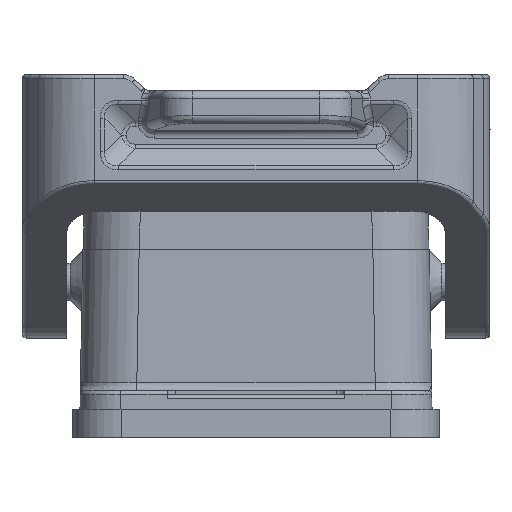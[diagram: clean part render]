
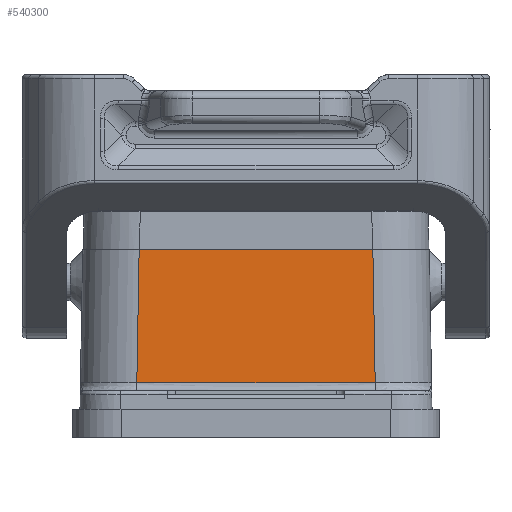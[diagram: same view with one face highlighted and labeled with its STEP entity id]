
A CAD part, left-side view. The second image highlights one B-rep face of the part: STEP entity #540300.
In plain terms, the highlighted face is planar.
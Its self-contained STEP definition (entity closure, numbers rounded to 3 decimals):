
#14370=CARTESIAN_POINT('',(30.157,9.568,
4.983));
#14380=VERTEX_POINT('',#14370);
#14410=CARTESIAN_POINT('',(0.,9.568,4.983));
#14420=DIRECTION('',(-1.,0.,0.));
#14430=VECTOR('',#14420,1.);
#14440=LINE('',#14410,#14430);
#14450=CARTESIAN_POINT('',(59.736,9.568,
4.983));
#14460=VERTEX_POINT('',#14450);
#14470=EDGE_CURVE('',#14460,#14380,#14440,.T.);
#539190=CARTESIAN_POINT('',(30.446,9.856,21.5));
#539200=VERTEX_POINT('',#539190);
#539510=CARTESIAN_POINT('',(59.448,9.856,21.5));
#539520=VERTEX_POINT('',#539510);
#539550=CARTESIAN_POINT('',(0.,9.856,21.5));
#539560=DIRECTION('',(1.,0.,0.));
#539570=VECTOR('',#539560,1.);
#539580=LINE('',#539550,#539570);
#539590=EDGE_CURVE('',#539200,#539520,#539580,.T.);
#540090=CARTESIAN_POINT('',(77.698,9.9,24.));
#540100=DIRECTION('',(0.,1.,-0.017));
#540110=DIRECTION('',(1.,0.,0.));
#540120=AXIS2_PLACEMENT_3D('',#540090,#540100,#540110);
#540130=PLANE('',#540120);
#540140=ORIENTED_EDGE('',*,*,#539590,.F.);
#540150=CARTESIAN_POINT('',(59.821,9.483,
0.122));
#540160=DIRECTION('',(0.017,-0.017,
-1.));
#540170=VECTOR('',#540160,1.);
#540180=LINE('',#540150,#540170);
#540190=EDGE_CURVE('',#539520,#14460,#540180,.T.);
#540200=ORIENTED_EDGE('',*,*,#540190,.F.);
#540210=ORIENTED_EDGE('',*,*,#14470,.F.);
#540220=CARTESIAN_POINT('',(30.073,9.483,
0.122));
#540230=DIRECTION('',(0.017,0.017,
1.));
#540240=VECTOR('',#540230,1.);
#540250=LINE('',#540220,#540240);
#540260=EDGE_CURVE('',#14380,#539200,#540250,.T.);
#540270=ORIENTED_EDGE('',*,*,#540260,.F.);
#540280=EDGE_LOOP('',(#540270,#540210,#540200,#540140));
#540290=FACE_OUTER_BOUND('',#540280,.T.);
#540300=ADVANCED_FACE('',(#540290),#540130,.F.);
